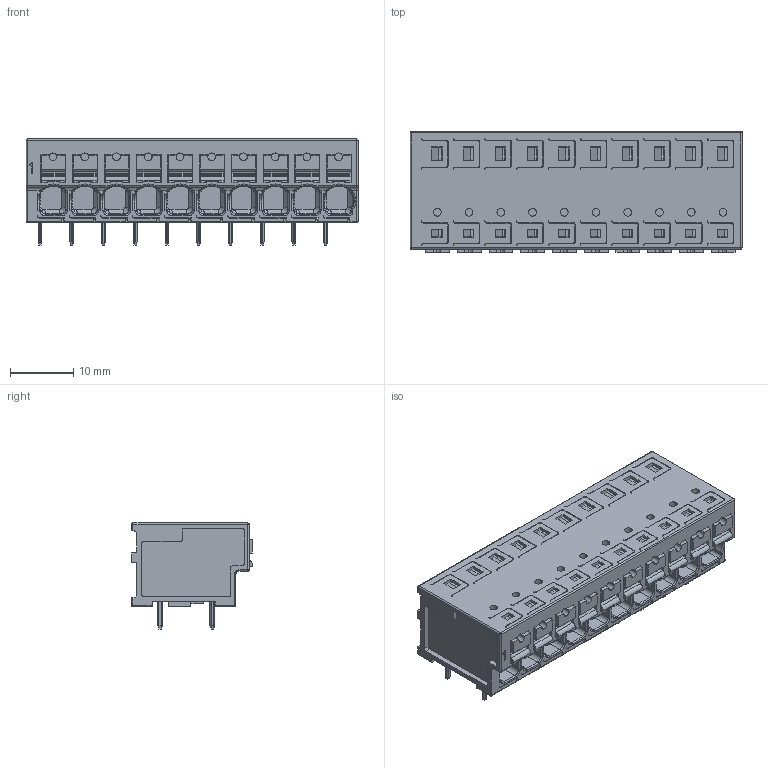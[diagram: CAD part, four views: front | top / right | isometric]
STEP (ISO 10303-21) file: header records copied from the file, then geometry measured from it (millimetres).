
FILE_DESCRIPTION(('CATIA V5 STEP Exchange','CAx-IF Rec.Pracs.--- Model Styling and Organization---1.5--- 2016-08-15','CAx-IF Rec.Pracs.---Supplemental Geometry---1.0---2011-11-01','CAx-IF Rec.Pracs.--- Composite Materials ---1.1---2010-07-15'),'2;1');
FILE_NAME ('1502646-2_1', '2025-08-27T09:57:50+00:00', ('none'), ('Weidmueller'), 'CATIA Version 5-6 Release 2024 SP4', 'CATIA V5 STEP AP214 v3', 'none');
FILE_SCHEMA(('AUTOMOTIVE_DESIGN { 1 0 10303 214 1 1 1 1 }'));
Products named in the file (1): 2913680000
Bounding box: 52.3 x 19 x 16.7 mm (x, y, z)
Volume: 9653.8 mm3; surface area: 8826 mm2
Topology: 1 solids, 3 shells, 3398 faces, 9108 edges, 5840 vertices
Faces by surface type: plane 2172, cylinder 786, bspline 189, extrusion 89, torus 70, cone 49, sphere 43
Entity records: 111021 total; most frequent: CARTESIAN_POINT 32172, ORIENTED_EDGE 18150, DIRECTION 11351, EDGE_CURVE 9075, VECTOR 6406, LINE 6317, VERTEX_POINT 5840, EDGE_LOOP 3655
